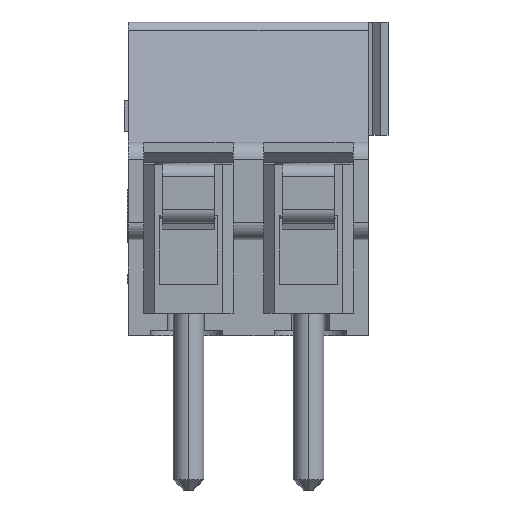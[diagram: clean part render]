
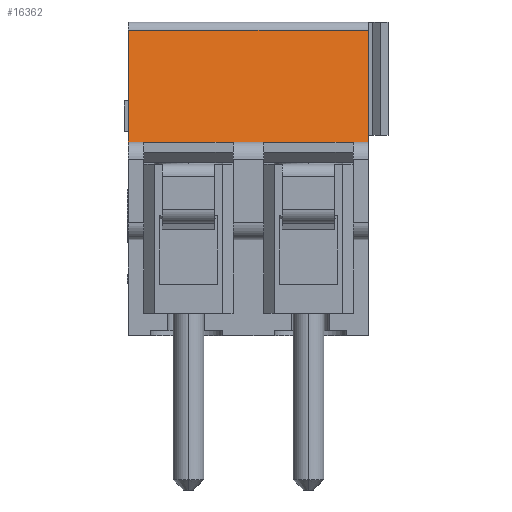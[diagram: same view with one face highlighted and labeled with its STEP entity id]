
A CAD part, front view. The second image highlights one B-rep face of the part: STEP entity #16362.
In plain terms, the highlighted planar face has unit normal (0, -0.985, 0.174).
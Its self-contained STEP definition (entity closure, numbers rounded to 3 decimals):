
#6176 = VERTEX_POINT('',#6177);
#6177 = CARTESIAN_POINT('',(-5.25,-3.5,5.7));
#6183 = EDGE_CURVE('',#6176,#6184,#6186,.T.);
#6184 = VERTEX_POINT('',#6185);
#6185 = CARTESIAN_POINT('',(-5.25,-2.927,8.952));
#6186 = LINE('',#6187,#6188);
#6187 = CARTESIAN_POINT('',(-5.25,-3.802,3.988));
#6188 = VECTOR('',#6189,1.);
#6189 = DIRECTION('',(0.,0.174,0.985)
  );
#15956 = VERTEX_POINT('',#15957);
#15957 = CARTESIAN_POINT('',(1.75,-2.927,8.952));
#15964 = EDGE_CURVE('',#15956,#15965,#15967,.T.);
#15965 = VERTEX_POINT('',#15966);
#15966 = CARTESIAN_POINT('',(1.75,-3.5,5.7));
#15967 = LINE('',#15968,#15969);
#15968 = CARTESIAN_POINT('',(1.75,-3.802,3.988));
#15969 = VECTOR('',#15970,1.);
#15970 = DIRECTION('',(0.,-0.174,
    -0.985));
#16348 = EDGE_CURVE('',#6176,#15965,#16349,.T.);
#16349 = LINE('',#16350,#16351);
#16350 = CARTESIAN_POINT('',(-6.329,-3.5,5.7));
#16351 = VECTOR('',#16352,1.);
#16352 = DIRECTION('',(1.,0.,0.));
#16362 = ADVANCED_FACE('',(#16363),#16374,.F.);
#16363 = FACE_BOUND('',#16364,.T.);
#16364 = EDGE_LOOP('',(#16365,#16371,#16372,#16373));
#16365 = ORIENTED_EDGE('',*,*,#16366,.F.);
#16366 = EDGE_CURVE('',#6184,#15956,#16367,.T.);
#16367 = LINE('',#16368,#16369);
#16368 = CARTESIAN_POINT('',(-6.329,-2.927,8.952)
  );
#16369 = VECTOR('',#16370,1.);
#16370 = DIRECTION('',(1.,0.,0.));
#16371 = ORIENTED_EDGE('',*,*,#6183,.F.);
#16372 = ORIENTED_EDGE('',*,*,#16348,.T.);
#16373 = ORIENTED_EDGE('',*,*,#15964,.F.);
#16374 = PLANE('',#16375);
#16375 = AXIS2_PLACEMENT_3D('',#16376,#16377,#16378);
#16376 = CARTESIAN_POINT('',(-3.173,-3.438,6.05));
#16377 = DIRECTION('',(0.,0.985,-0.174
    ));
#16378 = DIRECTION('',(0.,0.174,0.985)
  );
